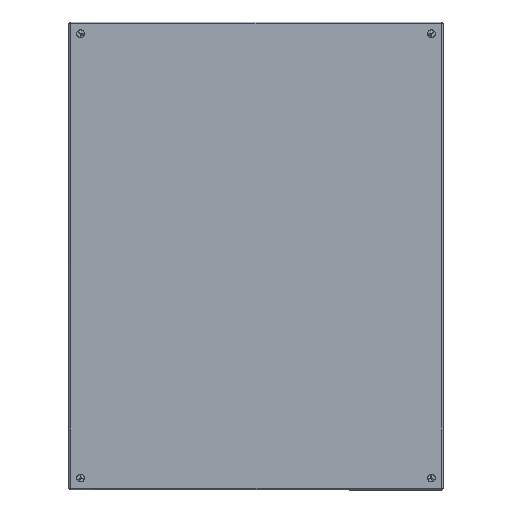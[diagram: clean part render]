
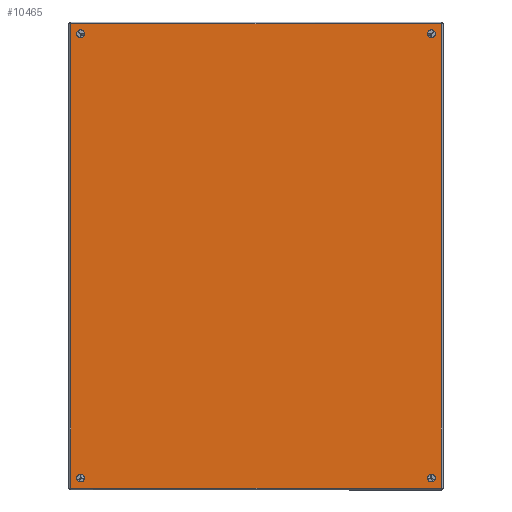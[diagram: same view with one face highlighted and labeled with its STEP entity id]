
A CAD part, top view. The second image highlights one B-rep face of the part: STEP entity #10465.
In plain terms, the highlighted face is planar.
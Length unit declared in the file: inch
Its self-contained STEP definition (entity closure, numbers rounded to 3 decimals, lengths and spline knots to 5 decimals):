
#146 = LINE ( 'NONE', #3355, #36750 ) ;
#253 = ORIENTED_EDGE ( 'NONE', *, *, #6750, .F. ) ;
#277 = EDGE_LOOP ( 'NONE', ( #13772, #16162 ) ) ;
#980 = AXIS2_PLACEMENT_3D ( 'NONE', #16307, #1064, #25560 ) ;
#1026 = VERTEX_POINT ( 'NONE', #3865 ) ;
#1064 = DIRECTION ( 'NONE',  ( -1., 0., 0. ) ) ;
#1121 = VERTEX_POINT ( 'NONE', #21720 ) ;
#1133 = LINE ( 'NONE', #38281, #37019 ) ;
#1173 = VERTEX_POINT ( 'NONE', #21342 ) ;
#1546 = DIRECTION ( 'NONE',  ( 1., 0., 0. ) ) ;
#1576 = CARTESIAN_POINT ( 'NONE',  ( 0., 23.892, 14.892 ) ) ;
#1601 = CARTESIAN_POINT ( 'NONE',  ( 0., 0.75, -14.25 ) ) ;
#1612 = ORIENTED_EDGE ( 'NONE', *, *, #6794, .F. ) ;
#1736 = FACE_OUTER_BOUND ( 'NONE', #35310, .T. ) ;
#2026 = ORIENTED_EDGE ( 'NONE', *, *, #37905, .F. ) ;
#2470 = DIRECTION ( 'NONE',  ( 0., 1., 0. ) ) ;
#2948 = CARTESIAN_POINT ( 'NONE',  ( 0., 23.25, 14.25 ) ) ;
#3119 = EDGE_LOOP ( 'NONE', ( #1612, #20837 ) ) ;
#3355 = CARTESIAN_POINT ( 'NONE',  ( 0., 0.072, -14.892 ) ) ;
#3530 = CIRCLE ( 'NONE', #980, 0.25 ) ;
#3540 = CARTESIAN_POINT ( 'NONE',  ( 0., 0.75, 14.25 ) ) ;
#3865 = CARTESIAN_POINT ( 'NONE',  ( 0., 0.108, 14.892 ) ) ;
#4143 = CARTESIAN_POINT ( 'NONE',  ( 0., 23.25, 14.25 ) ) ;
#4323 = FACE_BOUND ( 'NONE', #277, .T. ) ;
#4423 = EDGE_CURVE ( 'NONE', #29682, #24208, #36030, .T. ) ;
#5581 = DIRECTION ( 'NONE',  ( -1., 0., 0. ) ) ;
#6330 = CIRCLE ( 'NONE', #8252, 0.25 ) ;
#6750 = EDGE_CURVE ( 'NONE', #12732, #37590, #16796, .T. ) ;
#6794 = EDGE_CURVE ( 'NONE', #23023, #1173, #11704, .T. ) ;
#6907 = CIRCLE ( 'NONE', #35114, 0.25 ) ;
#7159 = FACE_BOUND ( 'NONE', #13336, .T. ) ;
#7239 = CARTESIAN_POINT ( 'NONE',  ( 0., 1., -14.25 ) ) ;
#7556 = FACE_BOUND ( 'NONE', #36490, .T. ) ;
#8252 = AXIS2_PLACEMENT_3D ( 'NONE', #12237, #5581, #17813 ) ;
#8350 = EDGE_CURVE ( 'NONE', #9409, #23704, #6907, .T. ) ;
#8758 = EDGE_CURVE ( 'NONE', #1173, #23023, #19790, .T. ) ;
#9409 = VERTEX_POINT ( 'NONE', #38793 ) ;
#9600 = DIRECTION ( 'NONE',  ( 0., 1., 0. ) ) ;
#9675 = DIRECTION ( 'NONE',  ( 0., 0., -1. ) ) ;
#10465 = ADVANCED_FACE ( 'NONE', ( #7159, #1736, #25847, #7556, #4323 ), #13581, .F. ) ;
#10587 = CARTESIAN_POINT ( 'NONE',  ( 0., 0.072, 14.928 ) ) ;
#11093 = CARTESIAN_POINT ( 'NONE',  ( 0., 23.892, -14.892 ) ) ;
#11704 = CIRCLE ( 'NONE', #22629, 0.25 ) ;
#11727 = CARTESIAN_POINT ( 'NONE',  ( 0., 0.108, -14.892 ) ) ;
#12237 = CARTESIAN_POINT ( 'NONE',  ( 0., 23.25, -14.25 ) ) ;
#12423 = DIRECTION ( 'NONE',  ( -1., 0., 0. ) ) ;
#12731 = AXIS2_PLACEMENT_3D ( 'NONE', #4143, #26235, #19824 ) ;
#12732 = VERTEX_POINT ( 'NONE', #35153 ) ;
#13336 = EDGE_LOOP ( 'NONE', ( #21631, #32552 ) ) ;
#13581 = PLANE ( 'NONE',  #33758 ) ;
#13772 = ORIENTED_EDGE ( 'NONE', *, *, #14325, .F. ) ;
#13822 = DIRECTION ( 'NONE',  ( 0., 1., 0. ) ) ;
#14012 = VECTOR ( 'NONE', #26985, 39.37008 ) ;
#14325 = EDGE_CURVE ( 'NONE', #1121, #19839, #6330, .T. ) ;
#14688 = CARTESIAN_POINT ( 'NONE',  ( 0., 23.892, 14.928 ) ) ;
#14887 = AXIS2_PLACEMENT_3D ( 'NONE', #3540, #12423, #36918 ) ;
#15636 = VECTOR ( 'NONE', #9675, 39.37008 ) ;
#16162 = ORIENTED_EDGE ( 'NONE', *, *, #23914, .F. ) ;
#16307 = CARTESIAN_POINT ( 'NONE',  ( 0., 23.25, -14.25 ) ) ;
#16796 = CIRCLE ( 'NONE', #27721, 0.25 ) ;
#17398 = EDGE_CURVE ( 'NONE', #24208, #1026, #1133, .T. ) ;
#17813 = DIRECTION ( 'NONE',  ( 0., 1., 0. ) ) ;
#17887 = VERTEX_POINT ( 'NONE', #11727 ) ;
#19790 = CIRCLE ( 'NONE', #12731, 0.25 ) ;
#19817 = DIRECTION ( 'NONE',  ( 0., -1., 0. ) ) ;
#19824 = DIRECTION ( 'NONE',  ( 0., 1., 0. ) ) ;
#19839 = VERTEX_POINT ( 'NONE', #21319 ) ;
#20029 = DIRECTION ( 'NONE',  ( 0., -1., 0. ) ) ;
#20781 = CARTESIAN_POINT ( 'NONE',  ( 0., 0.75, -14.25 ) ) ;
#20837 = ORIENTED_EDGE ( 'NONE', *, *, #8758, .F. ) ;
#21319 = CARTESIAN_POINT ( 'NONE',  ( 0., 23., -14.25 ) ) ;
#21342 = CARTESIAN_POINT ( 'NONE',  ( 0., 23., 14.25 ) ) ;
#21631 = ORIENTED_EDGE ( 'NONE', *, *, #8350, .F. ) ;
#21647 = EDGE_CURVE ( 'NONE', #17887, #29682, #146, .T. ) ;
#21720 = CARTESIAN_POINT ( 'NONE',  ( 0., 23.5, -14.25 ) ) ;
#22131 = ORIENTED_EDGE ( 'NONE', *, *, #4423, .F. ) ;
#22280 = ORIENTED_EDGE ( 'NONE', *, *, #31249, .F. ) ;
#22629 = AXIS2_PLACEMENT_3D ( 'NONE', #2948, #39711, #39342 ) ;
#22985 = DIRECTION ( 'NONE',  ( 0., 1., 0. ) ) ;
#23023 = VERTEX_POINT ( 'NONE', #38350 ) ;
#23095 = DIRECTION ( 'NONE',  ( -1., 0., 0. ) ) ;
#23704 = VERTEX_POINT ( 'NONE', #27591 ) ;
#23914 = EDGE_CURVE ( 'NONE', #19839, #1121, #3530, .T. ) ;
#24208 = VERTEX_POINT ( 'NONE', #1576 ) ;
#24553 = CIRCLE ( 'NONE', #37380, 0.25 ) ;
#24935 = LINE ( 'NONE', #30765, #15636 ) ;
#25560 = DIRECTION ( 'NONE',  ( 0., 1., 0. ) ) ;
#25585 = DIRECTION ( 'NONE',  ( -1., 0., 0. ) ) ;
#25821 = CIRCLE ( 'NONE', #14887, 0.25 ) ;
#25847 = FACE_BOUND ( 'NONE', #3119, .T. ) ;
#26235 = DIRECTION ( 'NONE',  ( -1., 0., 0. ) ) ;
#26985 = DIRECTION ( 'NONE',  ( 0., 0., 1. ) ) ;
#27591 = CARTESIAN_POINT ( 'NONE',  ( 0., 0.5, 14.25 ) ) ;
#27721 = AXIS2_PLACEMENT_3D ( 'NONE', #1601, #23095, #13822 ) ;
#28202 = ORIENTED_EDGE ( 'NONE', *, *, #21647, .F. ) ;
#29682 = VERTEX_POINT ( 'NONE', #11093 ) ;
#30019 = DIRECTION ( 'NONE',  ( -1., 0., 0. ) ) ;
#30111 = EDGE_CURVE ( 'NONE', #23704, #9409, #25821, .T. ) ;
#30765 = CARTESIAN_POINT ( 'NONE',  ( 0., 0.108, 14.928 ) ) ;
#31249 = EDGE_CURVE ( 'NONE', #1026, #17887, #24935, .T. ) ;
#32552 = ORIENTED_EDGE ( 'NONE', *, *, #30111, .F. ) ;
#33758 = AXIS2_PLACEMENT_3D ( 'NONE', #10587, #1546, #19817 ) ;
#35114 = AXIS2_PLACEMENT_3D ( 'NONE', #38242, #25585, #22985 ) ;
#35153 = CARTESIAN_POINT ( 'NONE',  ( 0., 0.5, -14.25 ) ) ;
#35310 = EDGE_LOOP ( 'NONE', ( #22280, #35794, #22131, #28202 ) ) ;
#35794 = ORIENTED_EDGE ( 'NONE', *, *, #17398, .F. ) ;
#36030 = LINE ( 'NONE', #14688, #14012 ) ;
#36490 = EDGE_LOOP ( 'NONE', ( #2026, #253 ) ) ;
#36750 = VECTOR ( 'NONE', #9600, 39.37008 ) ;
#36918 = DIRECTION ( 'NONE',  ( 0., 1., 0. ) ) ;
#37019 = VECTOR ( 'NONE', #20029, 39.37008 ) ;
#37380 = AXIS2_PLACEMENT_3D ( 'NONE', #20781, #30019, #2470 ) ;
#37590 = VERTEX_POINT ( 'NONE', #7239 ) ;
#37905 = EDGE_CURVE ( 'NONE', #37590, #12732, #24553, .T. ) ;
#38242 = CARTESIAN_POINT ( 'NONE',  ( 0., 0.75, 14.25 ) ) ;
#38281 = CARTESIAN_POINT ( 'NONE',  ( 0., 0.072, 14.892 ) ) ;
#38350 = CARTESIAN_POINT ( 'NONE',  ( 0., 23.5, 14.25 ) ) ;
#38793 = CARTESIAN_POINT ( 'NONE',  ( 0., 1., 14.25 ) ) ;
#39342 = DIRECTION ( 'NONE',  ( 0., 1., 0. ) ) ;
#39711 = DIRECTION ( 'NONE',  ( -1., 0., 0. ) ) ;
